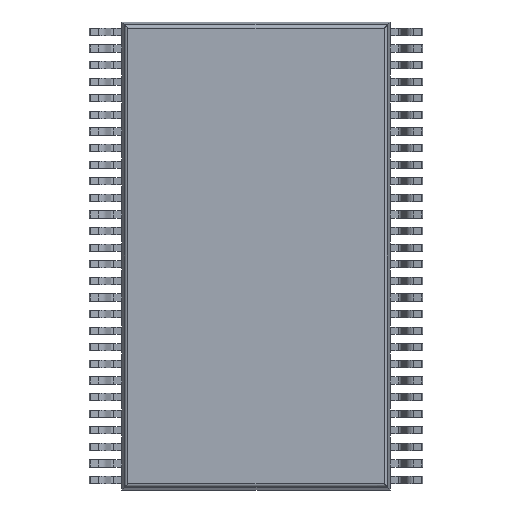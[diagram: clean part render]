
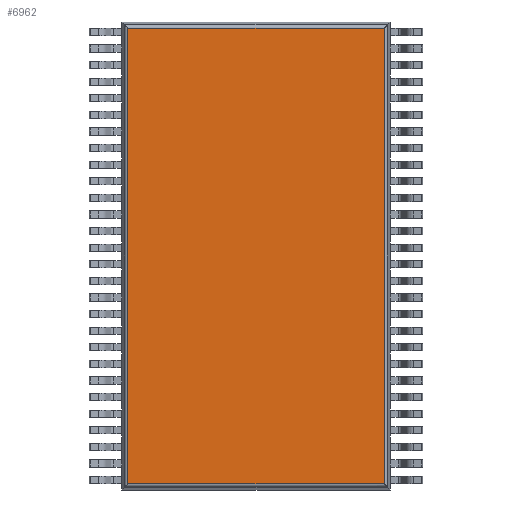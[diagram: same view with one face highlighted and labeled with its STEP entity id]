
A CAD part, front view. The second image highlights one B-rep face of the part: STEP entity #6962.
In plain terms, the highlighted planar face has unit normal (0, -1, 0).
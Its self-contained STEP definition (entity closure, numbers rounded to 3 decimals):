
#6962 = ADVANCED_FACE ( 'NONE', ( #17902 ), #17941, .T. ) ;
#6986 = EDGE_LOOP ( 'NONE', ( #7211, #12992, #13058, #12982 ) ) ;
#7211 = ORIENTED_EDGE ( 'NONE', *, *, #12988, .T. ) ;
#12971 = EDGE_CURVE ( 'NONE', #13060, #13054, #35886, .T. ) ;
#12980 = EDGE_CURVE ( 'NONE', #12990, #13060, #35918, .T. ) ;
#12982 = ORIENTED_EDGE ( 'NONE', *, *, #13063, .T. ) ;
#12988 = EDGE_CURVE ( 'NONE', #12989, #12990, #35989, .T. ) ;
#12989 = VERTEX_POINT ( 'NONE', #35985 ) ;
#12990 = VERTEX_POINT ( 'NONE', #35984 ) ;
#12992 = ORIENTED_EDGE ( 'NONE', *, *, #12980, .T. ) ;
#13054 = VERTEX_POINT ( 'NONE', #36027 ) ;
#13058 = ORIENTED_EDGE ( 'NONE', *, *, #12971, .T. ) ;
#13060 = VERTEX_POINT ( 'NONE', #36060 ) ;
#13063 = EDGE_CURVE ( 'NONE', #13054, #12989, #36058, .T. ) ;
#17902 = FACE_OUTER_BOUND ( 'NONE', #6986, .T. ) ;
#17935 = DIRECTION ( 'NONE',  ( 0., 0., -1. ) ) ;
#17936 = DIRECTION ( 'NONE',  ( 0., -1., 0. ) ) ;
#17937 = CARTESIAN_POINT ( 'NONE',  ( -4.05, 0.15, -7.05 ) ) ;
#17938 = AXIS2_PLACEMENT_3D ( 'NONE', #17937, #17936, #17935 ) ;
#17941 = PLANE ( 'NONE',  #17938 ) ;
#35883 = DIRECTION ( 'NONE',  ( 0., 0., 1. ) ) ;
#35884 = VECTOR ( 'NONE', #35883, 1000. ) ;
#35885 = CARTESIAN_POINT ( 'NONE',  ( 3.863, 0.15, -7.05 ) ) ;
#35886 = LINE ( 'NONE', #35885, #35884 ) ;
#35915 = DIRECTION ( 'NONE',  ( 1., 0., 0. ) ) ;
#35916 = VECTOR ( 'NONE', #35915, 1000. ) ;
#35917 = CARTESIAN_POINT ( 'NONE',  ( -4.05, 0.15, -6.863 ) ) ;
#35918 = LINE ( 'NONE', #35917, #35916 ) ;
#35984 = CARTESIAN_POINT ( 'NONE',  ( -3.863, 0.15, -6.863 ) ) ;
#35985 = CARTESIAN_POINT ( 'NONE',  ( -3.863, 0.15, 6.863 ) ) ;
#35986 = DIRECTION ( 'NONE',  ( 0., 0., -1. ) ) ;
#35987 = VECTOR ( 'NONE', #35986, 1000. ) ;
#35988 = CARTESIAN_POINT ( 'NONE',  ( -3.863, 0.15, -7.05 ) ) ;
#35989 = LINE ( 'NONE', #35988, #35987 ) ;
#36027 = CARTESIAN_POINT ( 'NONE',  ( 3.863, 0.15, 6.863 ) ) ;
#36055 = DIRECTION ( 'NONE',  ( -1., 0., 0. ) ) ;
#36056 = VECTOR ( 'NONE', #36055, 1000. ) ;
#36057 = CARTESIAN_POINT ( 'NONE',  ( -4.05, 0.15, 6.863 ) ) ;
#36058 = LINE ( 'NONE', #36057, #36056 ) ;
#36060 = CARTESIAN_POINT ( 'NONE',  ( 3.863, 0.15, -6.863 ) ) ;
